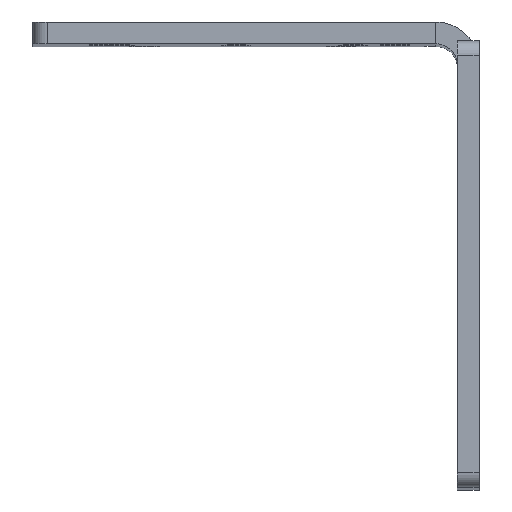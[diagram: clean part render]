
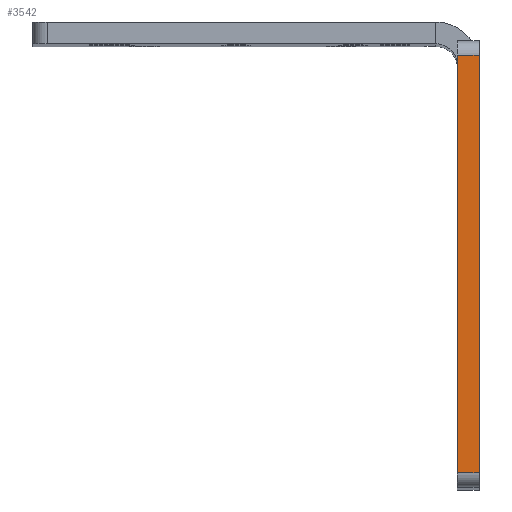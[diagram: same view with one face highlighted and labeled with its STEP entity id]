
A CAD part, top view. The second image highlights one B-rep face of the part: STEP entity #3542.
In plain terms, the highlighted planar face has unit normal (0, 0, 1).
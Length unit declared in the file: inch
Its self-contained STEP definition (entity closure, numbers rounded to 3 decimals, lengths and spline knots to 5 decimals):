
#569=FACE_OUTER_BOUND('',#814,.T.);
#814=EDGE_LOOP('',(#3019,#3020,#3021,#3022));
#1124=LINE('',#5917,#1417);
#1138=LINE('',#5979,#1431);
#1139=LINE('',#5982,#1432);
#1140=LINE('',#5983,#1433);
#1417=VECTOR('',#4845,0.3937);
#1431=VECTOR('',#4905,0.3937);
#1432=VECTOR('',#4908,0.3937);
#1433=VECTOR('',#4909,0.3937);
#1771=VERTEX_POINT('',#5914);
#1772=VERTEX_POINT('',#5916);
#1797=VERTEX_POINT('',#5977);
#1798=VERTEX_POINT('',#5981);
#2229=EDGE_CURVE('',#1772,#1771,#1124,.T.);
#2261=EDGE_CURVE('',#1797,#1771,#1138,.T.);
#2262=EDGE_CURVE('',#1797,#1798,#1139,.T.);
#2263=EDGE_CURVE('',#1772,#1798,#1140,.T.);
#3019=ORIENTED_EDGE('',*,*,#2261,.F.);
#3020=ORIENTED_EDGE('',*,*,#2262,.T.);
#3021=ORIENTED_EDGE('',*,*,#2263,.F.);
#3022=ORIENTED_EDGE('',*,*,#2229,.T.);
#3404=PLANE('',#3938);
#3542=ADVANCED_FACE('',(#569),#3404,.T.);
#3938=AXIS2_PLACEMENT_3D('',#5980,#4906,#4907);
#4845=DIRECTION('',(0.,1.,0.));
#4905=DIRECTION('',(1.,0.,0.));
#4906=DIRECTION('center_axis',(0.,0.,
1.));
#4907=DIRECTION('ref_axis',(0.,-1.,0.));
#4908=DIRECTION('',(0.,-1.,0.));
#4909=DIRECTION('',(-1.,0.,0.));
#5914=CARTESIAN_POINT('',(0.16251,-0.10051,-6.04261));
#5916=CARTESIAN_POINT('',(0.16251,-3.688,-6.04261));
#5917=CARTESIAN_POINT('',(0.16251,0.02449,-6.04261));
#5977=CARTESIAN_POINT('',(-0.02449,-0.10051,-6.04261));
#5979=CARTESIAN_POINT('',(-0.02449,-0.10051,-6.04261));
#5980=CARTESIAN_POINT('Origin',(-0.02449,-3.813,-6.04261));
#5981=CARTESIAN_POINT('',(-0.02449,-3.688,-6.04261));
#5982=CARTESIAN_POINT('',(-0.02449,0.02449,-6.04261));
#5983=CARTESIAN_POINT('',(-0.02449,-3.688,-6.04261));
